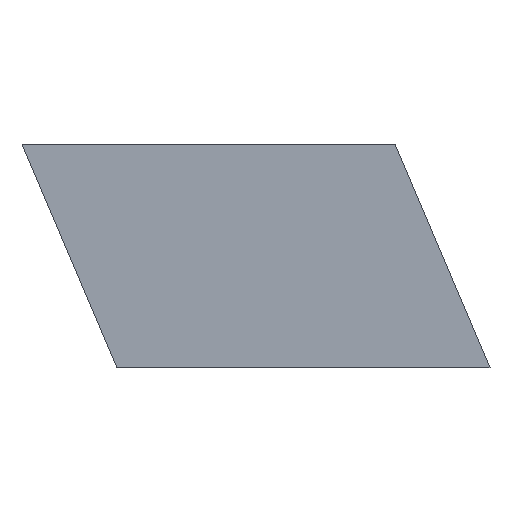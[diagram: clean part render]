
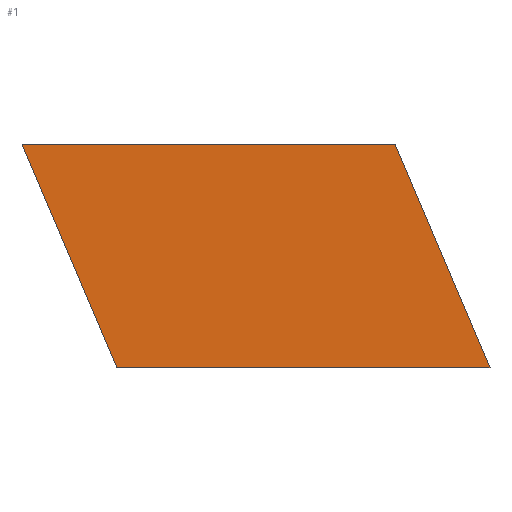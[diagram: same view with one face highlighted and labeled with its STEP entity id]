
A CAD part, front view. The second image highlights one B-rep face of the part: STEP entity #1.
In plain terms, the highlighted planar face has unit normal (0, -1, 0).
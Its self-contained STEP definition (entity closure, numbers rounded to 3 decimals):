
#1 = ADVANCED_FACE ( 'NONE', ( #1003 ), #11, .T. ) ;
#11 = PLANE ( 'NONE',  #38 ) ;
#38 = AXIS2_PLACEMENT_3D ( 'NONE', #84, #259, #449 ) ;
#58 = VERTEX_POINT ( 'NONE', #628 ) ;
#84 = CARTESIAN_POINT ( 'NONE',  ( 0., 0., 0. ) ) ;
#114 = CARTESIAN_POINT ( 'NONE',  ( 9.958, 0., 8. ) ) ;
#150 = CARTESIAN_POINT ( 'NONE',  ( -16.75, 0., 8. ) ) ;
#166 = VERTEX_POINT ( 'NONE', #931 ) ;
#198 = VECTOR ( 'NONE', #597, 1000. ) ;
#200 = ORIENTED_EDGE ( 'NONE', *, *, #946, .F. ) ;
#243 = CARTESIAN_POINT ( 'NONE',  ( -9.958, 0., -8. ) ) ;
#247 = EDGE_CURVE ( 'NONE', #58, #658, #602, .T. ) ;
#259 = DIRECTION ( 'NONE',  ( 0., -1., 0. ) ) ;
#261 = DIRECTION ( 'NONE',  ( -1., 0., 0. ) ) ;
#262 = EDGE_CURVE ( 'NONE', #658, #412, #497, .T. ) ;
#347 = VECTOR ( 'NONE', #261, 1000. ) ;
#412 = VERTEX_POINT ( 'NONE', #929 ) ;
#426 = VECTOR ( 'NONE', #753, 1000. ) ;
#449 = DIRECTION ( 'NONE',  ( 0., 0., -1. ) ) ;
#488 = VECTOR ( 'NONE', #1064, 1000. ) ;
#497 = LINE ( 'NONE', #874, #198 ) ;
#597 = DIRECTION ( 'NONE',  ( 1., 0., 0. ) ) ;
#602 = LINE ( 'NONE', #150, #488 ) ;
#628 = CARTESIAN_POINT ( 'NONE',  ( -9.958, 0., -8. ) ) ;
#658 = VERTEX_POINT ( 'NONE', #850 ) ;
#705 = ORIENTED_EDGE ( 'NONE', *, *, #262, .F. ) ;
#753 = DIRECTION ( 'NONE',  ( 0.391, 0., -0.921 ) ) ;
#850 = CARTESIAN_POINT ( 'NONE',  ( -16.75, 0., 8. ) ) ;
#872 = LINE ( 'NONE', #243, #347 ) ;
#874 = CARTESIAN_POINT ( 'NONE',  ( -16.75, 0., 8. ) ) ;
#924 = ORIENTED_EDGE ( 'NONE', *, *, #1141, .F. ) ;
#929 = CARTESIAN_POINT ( 'NONE',  ( 9.958, 0., 8. ) ) ;
#931 = CARTESIAN_POINT ( 'NONE',  ( 16.75, 0., -8. ) ) ;
#932 = LINE ( 'NONE', #114, #426 ) ;
#946 = EDGE_CURVE ( 'NONE', #412, #166, #932, .T. ) ;
#1003 = FACE_OUTER_BOUND ( 'NONE', #1024, .T. ) ;
#1024 = EDGE_LOOP ( 'NONE', ( #1094, #924, #200, #705 ) ) ;
#1064 = DIRECTION ( 'NONE',  ( -0.391, 0., 0.921 ) ) ;
#1094 = ORIENTED_EDGE ( 'NONE', *, *, #247, .F. ) ;
#1141 = EDGE_CURVE ( 'NONE', #166, #58, #872, .T. ) ;
